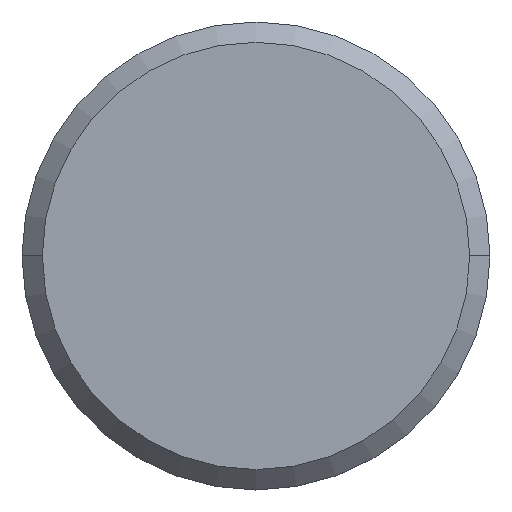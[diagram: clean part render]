
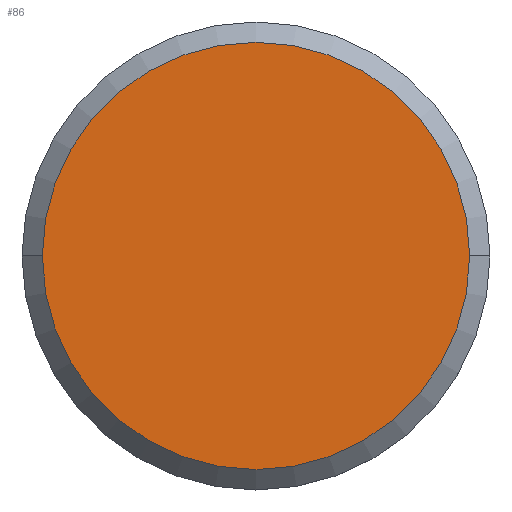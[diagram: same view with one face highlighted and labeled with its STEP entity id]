
A CAD part, top view. The second image highlights one B-rep face of the part: STEP entity #86.
In plain terms, the highlighted planar face has unit normal (0, 0, 1).
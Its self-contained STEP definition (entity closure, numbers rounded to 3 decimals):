
#40 = DIRECTION ( 'NONE',  ( 1., 0., 0. ) ) ;
#42 = CIRCLE ( 'NONE', #278, 10.5 ) ;
#49 = FACE_OUTER_BOUND ( 'NONE', #370, .T. ) ;
#56 = DIRECTION ( 'NONE',  ( 1., 0., 0. ) ) ;
#72 = CARTESIAN_POINT ( 'NONE',  ( 0., 0., 2. ) ) ;
#74 = PLANE ( 'NONE',  #272 ) ;
#79 = EDGE_CURVE ( 'NONE', #136, #107, #42, .T. ) ;
#83 = ORIENTED_EDGE ( 'NONE', *, *, #422, .T. ) ;
#86 = ADVANCED_FACE ( 'NONE', ( #49 ), #74, .T. ) ;
#107 = VERTEX_POINT ( 'NONE', #219 ) ;
#111 = ORIENTED_EDGE ( 'NONE', *, *, #79, .T. ) ;
#136 = VERTEX_POINT ( 'NONE', #249 ) ;
#218 = DIRECTION ( 'NONE',  ( 0., 0., 1. ) ) ;
#219 = CARTESIAN_POINT ( 'NONE',  ( -10.5, 0., 2. ) ) ;
#249 = CARTESIAN_POINT ( 'NONE',  ( 10.5, 0., 2. ) ) ;
#252 = DIRECTION ( 'NONE',  ( 0., 0., 1. ) ) ;
#272 = AXIS2_PLACEMENT_3D ( 'NONE', #72, #218, #40 ) ;
#278 = AXIS2_PLACEMENT_3D ( 'NONE', #420, #252, #383 ) ;
#284 = AXIS2_PLACEMENT_3D ( 'NONE', #430, #368, #56 ) ;
#337 = CIRCLE ( 'NONE', #284, 10.5 ) ;
#368 = DIRECTION ( 'NONE',  ( 0., 0., 1. ) ) ;
#370 = EDGE_LOOP ( 'NONE', ( #83, #111 ) ) ;
#383 = DIRECTION ( 'NONE',  ( 1., 0., 0. ) ) ;
#420 = CARTESIAN_POINT ( 'NONE',  ( 0., 0., 2. ) ) ;
#422 = EDGE_CURVE ( 'NONE', #107, #136, #337, .T. ) ;
#430 = CARTESIAN_POINT ( 'NONE',  ( 0., 0., 2. ) ) ;
